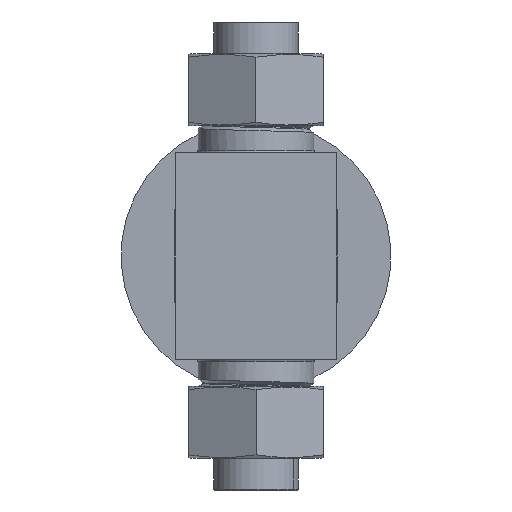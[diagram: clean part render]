
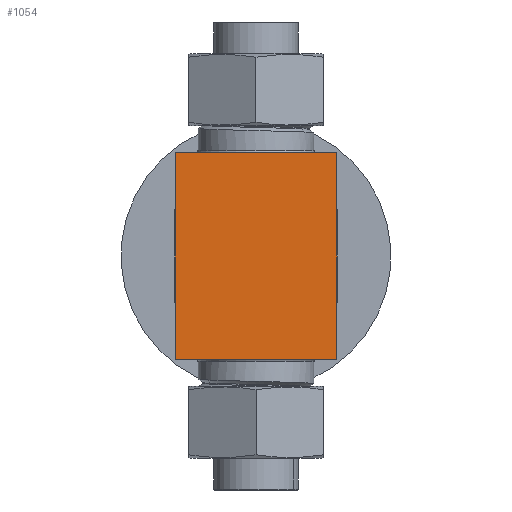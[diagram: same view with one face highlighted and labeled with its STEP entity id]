
A CAD part, front view. The second image highlights one B-rep face of the part: STEP entity #1054.
In plain terms, the highlighted planar face has unit normal (0, -1, 0).
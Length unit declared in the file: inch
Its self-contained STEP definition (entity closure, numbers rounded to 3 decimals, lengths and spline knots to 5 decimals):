
#134 = VERTEX_POINT ( 'NONE', #195 ) ;
#195 = CARTESIAN_POINT ( 'NONE',  ( 0.63478, 0.15902, 1.11676 ) ) ;
#508 = PLANE ( 'NONE',  #7132 ) ;
#975 = CARTESIAN_POINT ( 'NONE',  ( -0.49022, 0.15902, 1.11676 ) ) ;
#1054 = ADVANCED_FACE ( 'Defeatured_0_82', ( #10422 ), #508, .F. ) ;
#1530 = CARTESIAN_POINT ( 'NONE',  ( 0.63478, 0.15902, 2.55676 ) ) ;
#2035 = EDGE_CURVE ( 'Defeatured_0_82+Defeatured_0_81+Defeatured_0_88+Defeatured_0_87', #12971, #134, #3993, .T. ) ;
#2353 = LINE ( 'NONE', #9953, #8414 ) ;
#2626 = EDGE_LOOP ( 'NONE', ( #4742, #3526, #13149, #11888 ) ) ;
#3388 = VERTEX_POINT ( 'NONE', #1530 ) ;
#3526 = ORIENTED_EDGE ( 'NONE', *, *, #9335, .F. ) ;
#3613 = CARTESIAN_POINT ( 'NONE',  ( -0.49022, 0.15902, 2.55676 ) ) ;
#3993 = LINE ( 'NONE', #975, #10041 ) ;
#4198 = DIRECTION ( 'NONE',  ( -1., 0., 0. ) ) ;
#4365 = DIRECTION ( 'NONE',  ( 1., 0., 0. ) ) ;
#4742 = ORIENTED_EDGE ( 'NONE', *, *, #12838, .F. ) ;
#5058 = LINE ( 'NONE', #12625, #13776 ) ;
#7132 = AXIS2_PLACEMENT_3D ( 'NONE', #9134, #14232, #4198 ) ;
#8414 = VECTOR ( 'NONE', #11090, 39.37008 ) ;
#8454 = DIRECTION ( 'NONE',  ( 1., 0., 0. ) ) ;
#9134 = CARTESIAN_POINT ( 'NONE',  ( -0.49022, 0.15902, -0.47423 ) ) ;
#9335 = EDGE_CURVE ( 'Defeatured_0_88+Defeatured_0_82+Defeatured_0_81+Defeatured_0_80', #12971, #14419, #5058, .T. ) ;
#9825 = CARTESIAN_POINT ( 'NONE',  ( -0.49022, 0.15902, 1.11676 ) ) ;
#9855 = LINE ( 'NONE', #14657, #12884 ) ;
#9953 = CARTESIAN_POINT ( 'NONE',  ( 0.63478, 0.15902, -0.47423 ) ) ;
#10041 = VECTOR ( 'NONE', #8454, 39.37008 ) ;
#10422 = FACE_OUTER_BOUND ( 'NONE', #2626, .T. ) ;
#10569 = EDGE_CURVE ( 'Defeatured_0_82+Defeatured_0_87+Defeatured_0_81+Defeatured_0_80', #134, #3388, #2353, .T. ) ;
#11090 = DIRECTION ( 'NONE',  ( 0., 0., 1. ) ) ;
#11888 = ORIENTED_EDGE ( 'NONE', *, *, #10569, .T. ) ;
#12625 = CARTESIAN_POINT ( 'NONE',  ( -0.49022, 0.15902, -0.47423 ) ) ;
#12838 = EDGE_CURVE ( 'Defeatured_0_80+Defeatured_0_82+Defeatured_0_88+Defeatured_0_87', #14419, #3388, #9855, .T. ) ;
#12884 = VECTOR ( 'NONE', #4365, 39.37008 ) ;
#12971 = VERTEX_POINT ( 'NONE', #9825 ) ;
#13149 = ORIENTED_EDGE ( 'NONE', *, *, #2035, .T. ) ;
#13765 = DIRECTION ( 'NONE',  ( 0., 0., 1. ) ) ;
#13776 = VECTOR ( 'NONE', #13765, 39.37008 ) ;
#14232 = DIRECTION ( 'NONE',  ( 0., 1., 0. ) ) ;
#14419 = VERTEX_POINT ( 'NONE', #3613 ) ;
#14657 = CARTESIAN_POINT ( 'NONE',  ( -0.49022, 0.15902, 2.55676 ) ) ;
